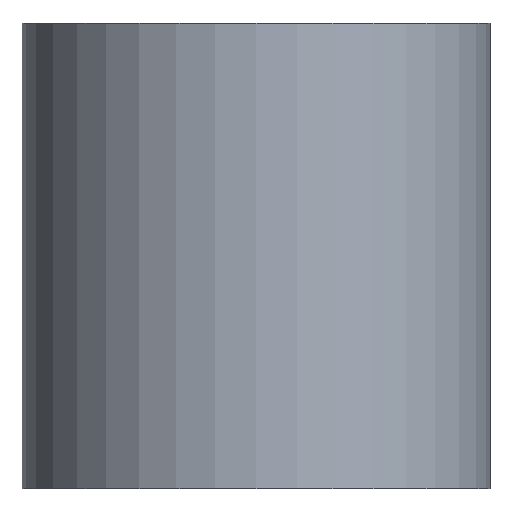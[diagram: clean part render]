
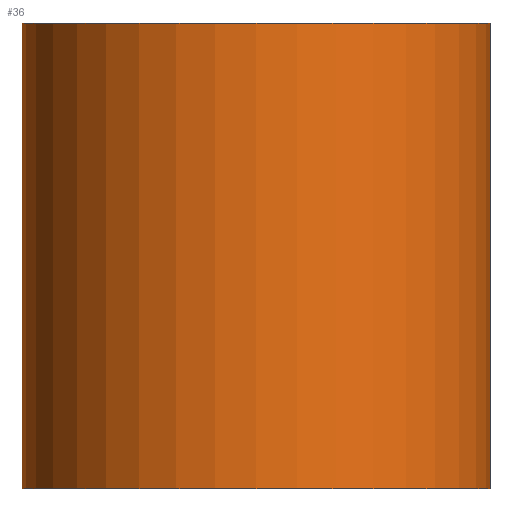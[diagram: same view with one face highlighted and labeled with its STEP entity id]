
A CAD part, front view. The second image highlights one B-rep face of the part: STEP entity #36.
In plain terms, the highlighted cylindrical face has radius 24.15 mm (diameter 48.3 mm), a partial arc.
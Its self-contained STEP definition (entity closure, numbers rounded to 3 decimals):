
#32 = EDGE_CURVE ( 'NONE', #305, #303, #68, .T. ) ;
#36 = ADVANCED_FACE ( 'NONE', ( #113 ), #160, .T. ) ;
#37 = ORIENTED_EDGE ( 'NONE', *, *, #316, .F. ) ;
#39 = ORIENTED_EDGE ( 'NONE', *, *, #32, .T. ) ;
#41 = EDGE_CURVE ( 'NONE', #302, #366, #117, .T. ) ;
#56 = EDGE_LOOP ( 'NONE', ( #37, #39, #358, #370 ) ) ;
#65 = DIRECTION ( 'NONE',  ( 1., 0., 0. ) ) ;
#66 = DIRECTION ( 'NONE',  ( 0., 0., 1. ) ) ;
#67 = AXIS2_PLACEMENT_3D ( 'NONE', #93, #66, #65 ) ;
#68 = CIRCLE ( 'NONE', #67, 24.15 ) ;
#93 = CARTESIAN_POINT ( 'NONE',  ( 0., 0., -48. ) ) ;
#111 = DIRECTION ( 'NONE',  ( 0., 0., 1. ) ) ;
#113 = FACE_OUTER_BOUND ( 'NONE', #56, .T. ) ;
#117 = CIRCLE ( 'NONE', #139, 24.15 ) ;
#118 = CARTESIAN_POINT ( 'NONE',  ( 24.15, 0., -48. ) ) ;
#130 = DIRECTION ( 'NONE',  ( 0., 0., 1. ) ) ;
#131 = VECTOR ( 'NONE', #130, 1000. ) ;
#132 = CARTESIAN_POINT ( 'NONE',  ( -24.15, 0., 0. ) ) ;
#133 = LINE ( 'NONE', #132, #131 ) ;
#135 = CARTESIAN_POINT ( 'NONE',  ( -24.15, 0., 0. ) ) ;
#136 = DIRECTION ( 'NONE',  ( 1., 0., 0. ) ) ;
#137 = DIRECTION ( 'NONE',  ( 0., 0., 1. ) ) ;
#138 = CARTESIAN_POINT ( 'NONE',  ( 0., 0., 0. ) ) ;
#139 = AXIS2_PLACEMENT_3D ( 'NONE', #138, #137, #136 ) ;
#141 = CARTESIAN_POINT ( 'NONE',  ( -24.15, 0., -48. ) ) ;
#142 = CARTESIAN_POINT ( 'NONE',  ( 0., 0., 0. ) ) ;
#144 = DIRECTION ( 'NONE',  ( 1., 0., 0. ) ) ;
#160 = CYLINDRICAL_SURFACE ( 'NONE', #161, 24.15 ) ;
#161 = AXIS2_PLACEMENT_3D ( 'NONE', #142, #111, #144 ) ;
#215 = DIRECTION ( 'NONE',  ( 0., 0., 1. ) ) ;
#216 = VECTOR ( 'NONE', #215, 1000. ) ;
#217 = CARTESIAN_POINT ( 'NONE',  ( 24.15, 0., 0. ) ) ;
#218 = LINE ( 'NONE', #217, #216 ) ;
#248 = CARTESIAN_POINT ( 'NONE',  ( 24.15, 0., 0. ) ) ;
#302 = VERTEX_POINT ( 'NONE', #135 ) ;
#303 = VERTEX_POINT ( 'NONE', #118 ) ;
#305 = VERTEX_POINT ( 'NONE', #141 ) ;
#316 = EDGE_CURVE ( 'NONE', #305, #302, #133, .T. ) ;
#348 = EDGE_CURVE ( 'NONE', #303, #366, #218, .T. ) ;
#358 = ORIENTED_EDGE ( 'NONE', *, *, #348, .T. ) ;
#366 = VERTEX_POINT ( 'NONE', #248 ) ;
#370 = ORIENTED_EDGE ( 'NONE', *, *, #41, .F. ) ;
